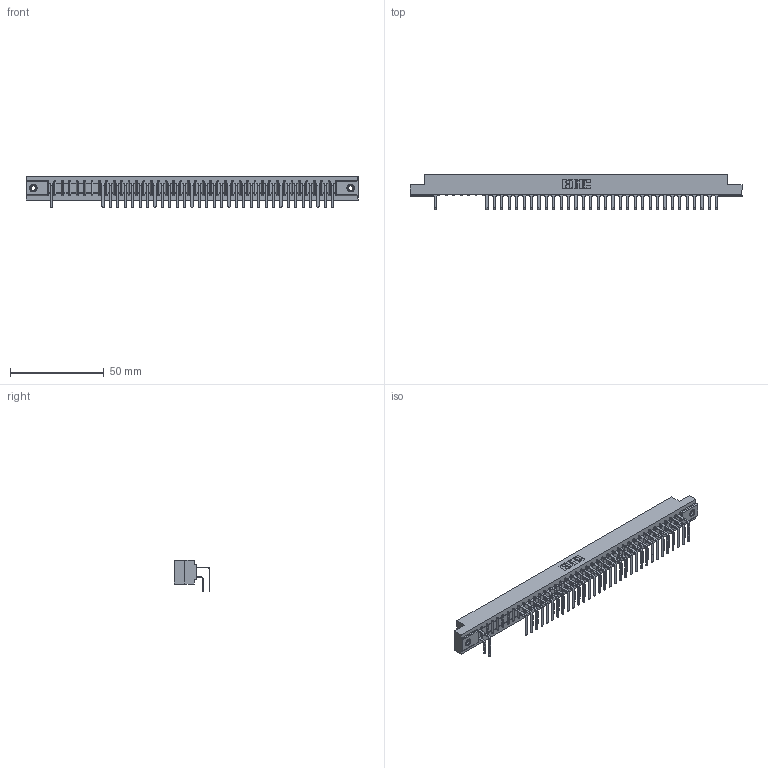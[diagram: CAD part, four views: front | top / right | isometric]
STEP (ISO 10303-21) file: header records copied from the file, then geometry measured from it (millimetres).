
FILE_DESCRIPTION (( 'STEP AP203' ), '1' );
FILE_NAME ('307-078-558-207.STEP', '2018-08-06T18:00:35', ( '' ), ( '' ), 'SwSTEP 2.0', 'SolidWorks 2016', '' );
FILE_SCHEMA (( 'CONFIG_CONTROL_DESIGN' ));
Length unit declared in the file: inch
Products named in the file (5): 345-250-001_345-250-005-103; 307-078-558-207; 307 Part_.156 Dia Mounting Holes; 307-290-001_558 559 - 1 (Single); 307-290-001_558 - 2 (Single)
Assembly tree (68 placements, depth 2):
  307-078-558-207
    307 Part_.156 Dia Mounting Holes
    307-290-001_558 559 - 1 (Single)  x32
    307-290-001_558 - 2 (Single)  x33
    345-250-001_345-250-005-103  x2
Bounding box: 177.55 x 18.96 x 16.8 mm (x, y, z)
Volume: 18966.7 mm3; surface area: 23763.8 mm2
Topology: 68 solids, 68 shells, 3598 faces, 10105 edges, 6534 vertices
Faces by surface type: plane 2325, cylinder 1177, sphere 80, cone 12, torus 4
Entity records: 37268 total; most frequent: CARTESIAN_POINT 6139, ORIENTED_EDGE 6090, DIRECTION 6009, EDGE_CURVE 3045, LINE 2333, VECTOR 2333, VERTEX_POINT 1968, AXIS2_PLACEMENT_3D 1838
